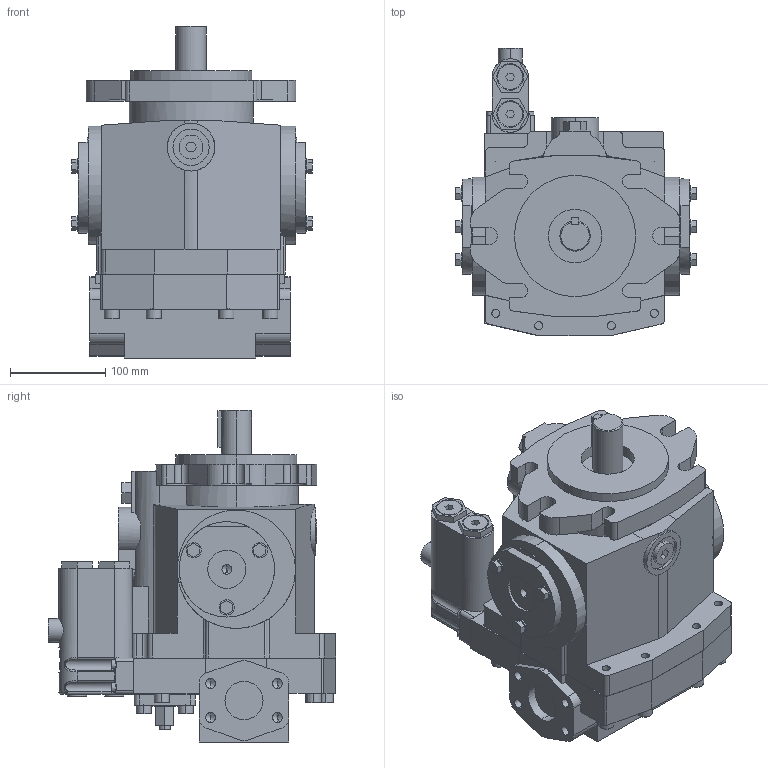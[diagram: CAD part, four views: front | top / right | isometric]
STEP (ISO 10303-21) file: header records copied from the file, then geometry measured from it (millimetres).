
FILE_DESCRIPTION (( 'STEP AP214' ), '1' );
FILE_NAME ('J-V50SAxx-R-X-20.STEP', '2009-04-09T12:24:34', ( 'Anwender_SAB' ), ( 'SAUER BIBUS GmbH' ), 'SwSTEP 2.0', 'SolidWorks 2007', '' );
FILE_SCHEMA (( 'AUTOMOTIVE_DESIGN' ));
Length unit declared in the file: millimetre
Products named in the file (1): J-V50SAxx-R-X-20
Bounding box: 252 x 301 x 348 mm (x, y, z)
Volume: 9334597.7 mm3; surface area: 508100.7 mm2
Topology: 9 solids, 9 shells, 848 faces, 2107 edges, 1358 vertices
Faces by surface type: plane 474, cylinder 300, cone 39, torus 23, bspline 10, sphere 2
Entity records: 35759 total; most frequent: CARTESIAN_POINT 5777, DIRECTION 4372, ORIENTED_EDGE 4154, EDGE_CURVE 2077, AXIS2_PLACEMENT_3D 1519, VERTEX_POINT 1358, VECTOR 1334, LINE 1334
